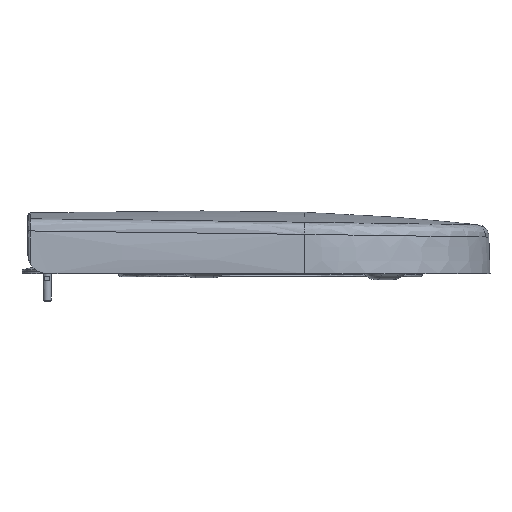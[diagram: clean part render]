
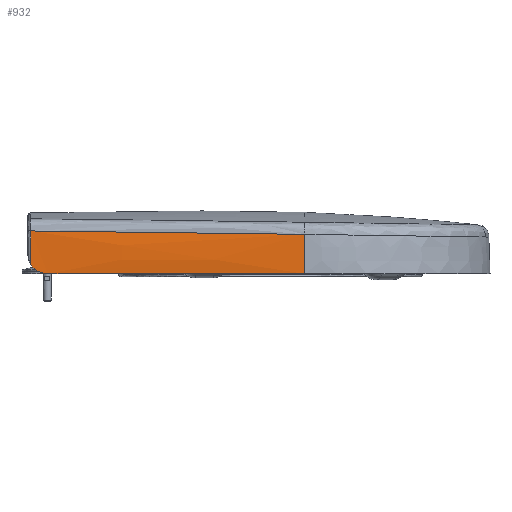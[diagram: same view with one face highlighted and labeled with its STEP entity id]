
A CAD part, left-side view. The second image highlights one B-rep face of the part: STEP entity #932.
In plain terms, the highlighted free-form (B-spline) face has degree [3, 3] with [4, 4] control points.
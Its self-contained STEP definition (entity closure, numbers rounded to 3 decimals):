
#510=B_SPLINE_SURFACE_WITH_KNOTS('',3,3,((#19218,#19219,#19220,#19221),
(#19222,#19223,#19224,#19225),(#19226,#19227,#19228,#19229),(#19230,#19231,
#19232,#19233)),.UNSPECIFIED.,.F.,.F.,.F.,(4,4),(4,4),(0.,1.),(0.,1.),
 .UNSPECIFIED.);
#932=ADVANCED_FACE('',(#1627),#510,.T.);
#1627=FACE_OUTER_BOUND('',#2200,.T.);
#2200=EDGE_LOOP('',(#4221,#4222,#4223,#4224,#4225,#4226));
#3199=B_SPLINE_CURVE_WITH_KNOTS('',3,(#15645,#15646,#15647,#15648),
 .UNSPECIFIED.,.F.,.F.,(4,4),(0.,1.),.UNSPECIFIED.);
#3213=B_SPLINE_CURVE_WITH_KNOTS('',3,(#16452,#16453,#16454,#16455,#16456,
#16457,#16458,#16459,#16460,#16461),.UNSPECIFIED.,.F.,.F.,(4,2,1,2,1,4),
(0.,0.25,0.375,0.438,0.5,1.),.UNSPECIFIED.);
#3223=B_SPLINE_CURVE_WITH_KNOTS('',3,(#16729,#16730,#16731,#16732,#16733,
#16734),.UNSPECIFIED.,.F.,.F.,(4,2,4),(0.,0.5,1.),.UNSPECIFIED.);
#3237=B_SPLINE_CURVE_WITH_KNOTS('',3,(#17449,#17450,#17451,#17452),
 .UNSPECIFIED.,.F.,.F.,(4,4),(0.,1.),.UNSPECIFIED.);
#3253=B_SPLINE_CURVE_WITH_KNOTS('',3,(#18205,#18206,#18207,#18208,#18209,
#18210,#18211,#18212,#18213,#18214,#18215,#18216,#18217,#18218,#18219,#18220,
#18221,#18222,#18223,#18224,#18225,#18226,#18227,#18228,#18229,#18230,#18231,
#18232),.UNSPECIFIED.,.F.,.F.,(4,2,1,1,1,1,1,2,2,2,2,2,1,1,1,2,2,4),(0.,
0.125,0.187,0.219,0.234,
0.242,0.246,0.248,0.25,
0.375,0.437,0.469,0.484,0.492,
0.496,0.498,0.5,1.),.UNSPECIFIED.);
#3257=B_SPLINE_CURVE_WITH_KNOTS('',3,(#18779,#18780,#18781,#18782),
 .UNSPECIFIED.,.F.,.F.,(4,4),(0.,1.),.UNSPECIFIED.);
#4221=ORIENTED_EDGE('',*,*,#7723,.T.);
#4222=ORIENTED_EDGE('',*,*,#7671,.T.);
#4223=ORIENTED_EDGE('',*,*,#7686,.T.);
#4224=ORIENTED_EDGE('',*,*,#7707,.T.);
#4225=ORIENTED_EDGE('',*,*,#7727,.F.);
#4226=ORIENTED_EDGE('',*,*,#7656,.T.);
#6779=VERTEX_POINT('',#15635);
#6781=VERTEX_POINT('',#15644);
#6791=VERTEX_POINT('',#16451);
#6792=VERTEX_POINT('',#16462);
#6800=VERTEX_POINT('',#16735);
#6813=VERTEX_POINT('',#17448);
#7656=EDGE_CURVE('',#6779,#6781,#3199,.T.);
#7671=EDGE_CURVE('',#6792,#6791,#3213,.T.);
#7686=EDGE_CURVE('',#6791,#6800,#3223,.T.);
#7707=EDGE_CURVE('',#6800,#6813,#3237,.T.);
#7723=EDGE_CURVE('',#6781,#6792,#3253,.T.);
#7727=EDGE_CURVE('',#6779,#6813,#3257,.T.);
#15635=CARTESIAN_POINT('',(-185.616,-256.055,13.264));
#15644=CARTESIAN_POINT('',(-185.617,-256.021,13.265));
#15645=CARTESIAN_POINT('',(-185.616,-256.055,13.264));
#15646=CARTESIAN_POINT('',(-185.616,-256.044,13.264));
#15647=CARTESIAN_POINT('',(-185.617,-256.033,13.264));
#15648=CARTESIAN_POINT('',(-185.617,-256.021,13.265));
#16451=CARTESIAN_POINT('',(-186.528,16.257,-16.443));
#16452=CARTESIAN_POINT('',(-185.016,16.257,16.63));
#16453=CARTESIAN_POINT('',(-185.222,16.257,13.879));
#16454=CARTESIAN_POINT('',(-185.408,16.257,11.125));
#16455=CARTESIAN_POINT('',(-185.657,16.257,6.994));
#16456=CARTESIAN_POINT('',(-185.773,16.257,4.928));
#16457=CARTESIAN_POINT('',(-185.879,16.257,2.861));
#16458=CARTESIAN_POINT('',(-185.947,16.257,1.483));
#16459=CARTESIAN_POINT('',(-186.242,16.257,-4.719));
#16460=CARTESIAN_POINT('',(-186.436,16.257,-10.925));
#16461=CARTESIAN_POINT('',(-186.528,16.257,-16.443));
#16462=CARTESIAN_POINT('',(-185.016,16.257,16.63));
#16729=CARTESIAN_POINT('',(-186.528,16.257,-16.443));
#16730=CARTESIAN_POINT('',(-186.611,14.462,-19.375));
#16731=CARTESIAN_POINT('',(-186.676,11.932,-21.792));
#16732=CARTESIAN_POINT('',(-186.798,6.018,-25.105));
#16733=CARTESIAN_POINT('',(-186.856,2.638,-26.));
#16734=CARTESIAN_POINT('',(-186.914,-0.8,-26.));
#16735=CARTESIAN_POINT('',(-186.914,-0.8,-26.));
#17448=CARTESIAN_POINT('',(-186.966,-256.077,-26.));
#17449=CARTESIAN_POINT('',(-186.914,-0.8,-26.));
#17450=CARTESIAN_POINT('',(-188.344,-85.886,-26.));
#17451=CARTESIAN_POINT('',(-188.362,-171.002,-26.));
#17452=CARTESIAN_POINT('',(-186.966,-256.077,-26.));
#18205=CARTESIAN_POINT('',(-185.617,-256.021,13.265));
#18206=CARTESIAN_POINT('',(-185.795,-244.312,13.458));
#18207=CARTESIAN_POINT('',(-185.945,-232.785,13.639));
#18208=CARTESIAN_POINT('',(-186.13,-215.768,13.893));
#18209=CARTESIAN_POINT('',(-186.212,-207.328,14.016));
#18210=CARTESIAN_POINT('',(-186.292,-197.602,14.151));
#18211=CARTESIAN_POINT('',(-186.328,-192.768,14.216));
#18212=CARTESIAN_POINT('',(-186.345,-190.359,14.248));
#18213=CARTESIAN_POINT('',(-186.353,-189.156,14.264));
#18214=CARTESIAN_POINT('',(-186.356,-188.641,14.271));
#18215=CARTESIAN_POINT('',(-186.358,-188.298,14.276));
#18216=CARTESIAN_POINT('',(-186.36,-188.082,14.279));
#18217=CARTESIAN_POINT('',(-186.415,-179.803,14.388));
#18218=CARTESIAN_POINT('',(-186.467,-170.055,14.513));
#18219=CARTESIAN_POINT('',(-186.515,-153.037,14.724));
#18220=CARTESIAN_POINT('',(-186.526,-146.965,14.798));
#18221=CARTESIAN_POINT('',(-186.531,-137.258,14.916));
#18222=CARTESIAN_POINT('',(-186.531,-133.922,14.957));
#18223=CARTESIAN_POINT('',(-186.527,-128.769,15.019));
#18224=CARTESIAN_POINT('',(-186.524,-126.156,15.05));
#18225=CARTESIAN_POINT('',(-186.519,-123.041,15.088));
#18226=CARTESIAN_POINT('',(-186.516,-121.467,15.106));
#18227=CARTESIAN_POINT('',(-186.514,-120.789,15.114));
#18228=CARTESIAN_POINT('',(-186.513,-120.336,15.12));
#18229=CARTESIAN_POINT('',(-186.513,-120.062,15.123));
#18230=CARTESIAN_POINT('',(-186.412,-73.83,15.676));
#18231=CARTESIAN_POINT('',(-185.901,-28.447,16.177));
#18232=CARTESIAN_POINT('',(-185.016,16.257,16.63));
#18779=CARTESIAN_POINT('',(-185.616,-256.055,13.264));
#18780=CARTESIAN_POINT('',(-186.515,-256.07,0.197));
#18781=CARTESIAN_POINT('',(-186.966,-256.077,-12.902));
#18782=CARTESIAN_POINT('',(-186.966,-256.077,-26.));
#19218=CARTESIAN_POINT('',(-186.966,-256.077,-26.));
#19219=CARTESIAN_POINT('',(-188.464,-164.762,-26.));
#19220=CARTESIAN_POINT('',(-188.334,-73.4,-26.));
#19221=CARTESIAN_POINT('',(-186.576,17.921,-26.));
#19222=CARTESIAN_POINT('',(-186.966,-256.077,-11.691));
#19223=CARTESIAN_POINT('',(-188.464,-164.762,-11.691));
#19224=CARTESIAN_POINT('',(-188.334,-73.4,-11.691));
#19225=CARTESIAN_POINT('',(-186.576,17.921,-11.691));
#19226=CARTESIAN_POINT('',(-186.428,-256.068,2.617));
#19227=CARTESIAN_POINT('',(-187.926,-164.76,2.617));
#19228=CARTESIAN_POINT('',(-187.796,-73.404,2.617));
#19229=CARTESIAN_POINT('',(-186.039,17.911,2.617));
#19230=CARTESIAN_POINT('',(-185.355,-256.051,16.886));
#19231=CARTESIAN_POINT('',(-186.853,-164.755,16.886));
#19232=CARTESIAN_POINT('',(-186.723,-73.412,16.886));
#19233=CARTESIAN_POINT('',(-184.966,17.89,16.886));
